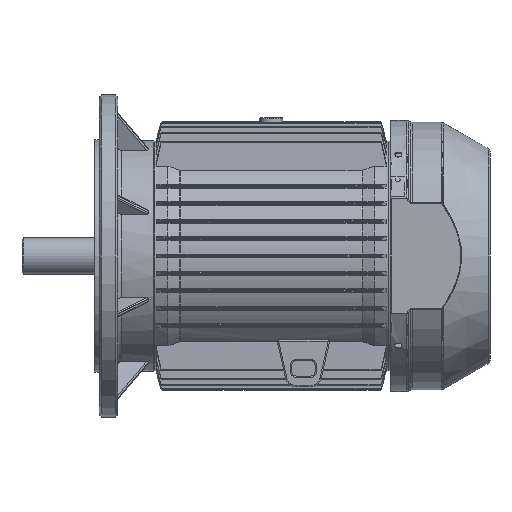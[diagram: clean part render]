
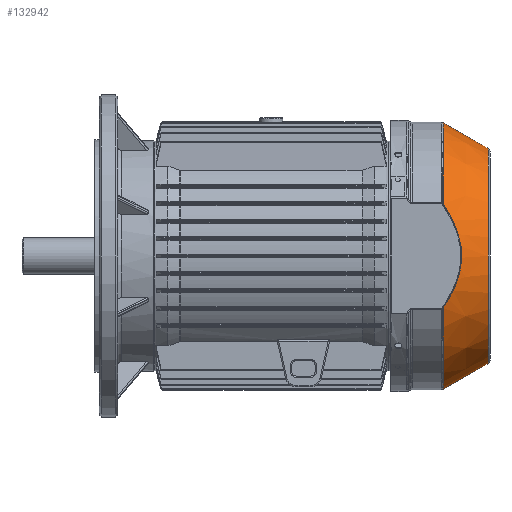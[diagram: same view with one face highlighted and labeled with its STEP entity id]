
A CAD part, front view. The second image highlights one B-rep face of the part: STEP entity #132942.
In plain terms, the highlighted conical face has half-angle 29.578 degrees and reference radius 82.5 mm.
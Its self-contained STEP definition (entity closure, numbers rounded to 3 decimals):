
#110 = DIRECTION ( 'NONE',  ( 0., 0., -1. ) ) ;
#218 = CARTESIAN_POINT ( 'NONE',  ( 54.631, -94.934, 7.286 ) ) ;
#4373 = VECTOR ( 'NONE', #103637, 1000. ) ;
#4777 = DIRECTION ( 'NONE',  ( -0.87, 0., -0.494 ) ) ;
#9084 = AXIS2_PLACEMENT_3D ( 'NONE', #54338, #113284, #112554 ) ;
#9492 = ORIENTED_EDGE ( 'NONE', *, *, #106469, .F. ) ;
#11738 = CONICAL_SURFACE ( 'NONE', #97499, 82.5, 0.516 ) ;
#12996 = FACE_OUTER_BOUND ( 'NONE', #128190, .T. ) ;
#13353 = ORIENTED_EDGE ( 'NONE', *, *, #16322, .T. ) ;
#15138 = VERTEX_POINT ( 'NONE', #62360 ) ;
#16322 = EDGE_CURVE ( 'NONE', #30241, #15138, #122232, .T. ) ;
#17425 = LINE ( 'NONE', #107731, #48457 ) ;
#22568 = CARTESIAN_POINT ( 'NONE',  ( 53.226, -94.93, 14.352 ) ) ;
#23319 = CARTESIAN_POINT ( 'NONE',  ( 55.09, -94.935, 0.946 ) ) ;
#24100 = CARTESIAN_POINT ( 'NONE',  ( 75.481, 0., -83.362 ) ) ;
#25432 = CARTESIAN_POINT ( 'NONE',  ( 40.689, 0., 0. ) ) ;
#30119 = CARTESIAN_POINT ( 'NONE',  ( 44.661, -94.909, 34.249 ) ) ;
#30241 = VERTEX_POINT ( 'NONE', #24100 ) ;
#33075 = CARTESIAN_POINT ( 'NONE',  ( 47.275, -94.915, -29.461 ) ) ;
#34531 = CARTESIAN_POINT ( 'NONE',  ( 51.635, -94.926, -19.461 ) ) ;
#36523 = CARTESIAN_POINT ( 'NONE',  ( 40.689, -94.9, 40.317 ) ) ;
#40141 = EDGE_CURVE ( 'NONE', #135455, #80225, #137792, .T. ) ;
#42060 = CARTESIAN_POINT ( 'NONE',  ( 51.607, -94.926, 19.537 ) ) ;
#44259 = CARTESIAN_POINT ( 'NONE',  ( 50.351, -94.923, -22.871 ) ) ;
#45729 = CARTESIAN_POINT ( 'NONE',  ( 53.254, -94.93, -14.243 ) ) ;
#46469 = CARTESIAN_POINT ( 'NONE',  ( 51.326, -94.925, -20.318 ) ) ;
#48457 = VECTOR ( 'NONE', #4777, 1000. ) ;
#52001 = ORIENTED_EDGE ( 'NONE', *, *, #40141, .T. ) ;
#54338 = CARTESIAN_POINT ( 'NONE',  ( 40.689, 0., 0. ) ) ;
#55445 = CARTESIAN_POINT ( 'NONE',  ( 55.094, -94.935, -3.597 ) ) ;
#56177 = CARTESIAN_POINT ( 'NONE',  ( 52.463, -94.928, 16.954 ) ) ;
#57545 = DIRECTION ( 'NONE',  ( 1., 0., 0. ) ) ;
#58488 = DIRECTION ( 'NONE',  ( -1., 0., 0. ) ) ;
#62360 = CARTESIAN_POINT ( 'NONE',  ( 75.481, 0., 83.362 ) ) ;
#63708 = CARTESIAN_POINT ( 'NONE',  ( 48.123, -94.917, 27.91 ) ) ;
#66341 = B_SPLINE_CURVE_WITH_KNOTS ( 'NONE', 3,
 ( #120421, #132332, #30119, #63708, #98780, #144270, #42060, #135292, #56177, #22568, #68895, #102435, #218, #92007, #101694, #67419, #23319, #55445, #77855, #136761, #45729, #124843, #68151, #34531, #46469, #44259, #114386, #80072, #33075, #112924, #89041, #137505 ),
 .UNSPECIFIED., .F., .F.,
 ( 4, 2, 2, 2, 2, 2, 2, 2, 2, 2, 2, 2, 2, 2, 2, 4 ),
 ( 0., 0.011, 0.022, 0.024, 0.027, 0.033, 0.038, 0.041, 0.043, 0.054, 0.06, 0.062, 0.065, 0.07, 0.076, 0.087 ),
 .UNSPECIFIED. ) ;
#67419 = CARTESIAN_POINT ( 'NONE',  ( 55.067, -94.935, 1.861 ) ) ;
#67958 = AXIS2_PLACEMENT_3D ( 'NONE', #25432, #57545, #110 ) ;
#68151 = CARTESIAN_POINT ( 'NONE',  ( 52.217, -94.927, -17.733 ) ) ;
#68895 = CARTESIAN_POINT ( 'NONE',  ( 53.659, -94.931, 12.602 ) ) ;
#69244 = CARTESIAN_POINT ( 'NONE',  ( 40.689, 0., -103.109 ) ) ;
#69355 = LINE ( 'NONE', #70815, #4373 ) ;
#70815 = CARTESIAN_POINT ( 'NONE',  ( 77., 0., 82.5 ) ) ;
#75079 = CARTESIAN_POINT ( 'NONE',  ( 40.689, 0., 103.109 ) ) ;
#75865 = ORIENTED_EDGE ( 'NONE', *, *, #132224, .T. ) ;
#76859 = VERTEX_POINT ( 'NONE', #69244 ) ;
#77855 = CARTESIAN_POINT ( 'NONE',  ( 54.729, -94.934, -7.18 ) ) ;
#77992 = CARTESIAN_POINT ( 'NONE',  ( 75.481, 0., 0. ) ) ;
#79450 = CARTESIAN_POINT ( 'NONE',  ( 77., 0., 0. ) ) ;
#80072 = CARTESIAN_POINT ( 'NONE',  ( 48.097, -94.917, -27.844 ) ) ;
#80225 = VERTEX_POINT ( 'NONE', #36523 ) ;
#86390 = ORIENTED_EDGE ( 'NONE', *, *, #137656, .T. ) ;
#86542 = AXIS2_PLACEMENT_3D ( 'NONE', #77992, #102569, #101101 ) ;
#89041 = CARTESIAN_POINT ( 'NONE',  ( 42.749, -94.905, -37.315 ) ) ;
#90320 = CARTESIAN_POINT ( 'NONE',  ( 40.689, -94.9, -40.317 ) ) ;
#92007 = CARTESIAN_POINT ( 'NONE',  ( 54.904, -94.934, 4.585 ) ) ;
#97499 = AXIS2_PLACEMENT_3D ( 'NONE', #79450, #58488, #127152 ) ;
#98780 = CARTESIAN_POINT ( 'NONE',  ( 49.67, -94.921, 24.643 ) ) ;
#101101 = DIRECTION ( 'NONE',  ( 0., 0., -1. ) ) ;
#101275 = CIRCLE ( 'NONE', #67958, 103.109 ) ;
#101694 = CARTESIAN_POINT ( 'NONE',  ( 54.974, -94.935, 3.68 ) ) ;
#102435 = CARTESIAN_POINT ( 'NONE',  ( 54.361, -94.933, 9.069 ) ) ;
#102569 = DIRECTION ( 'NONE',  ( -1., 0., 0. ) ) ;
#103637 = DIRECTION ( 'NONE',  ( -0.87, 0., 0.494 ) ) ;
#106469 = EDGE_CURVE ( 'NONE', #30241, #76859, #17425, .T. ) ;
#107731 = CARTESIAN_POINT ( 'NONE',  ( 77., 0., -82.5 ) ) ;
#111219 = EDGE_CURVE ( 'NONE', #80225, #145550, #66341, .T. ) ;
#112554 = DIRECTION ( 'NONE',  ( 0., 0., -1. ) ) ;
#112924 = CARTESIAN_POINT ( 'NONE',  ( 44.67, -94.909, -34.235 ) ) ;
#113284 = DIRECTION ( 'NONE',  ( 1., 0., 0. ) ) ;
#114386 = CARTESIAN_POINT ( 'NONE',  ( 49.635, -94.921, -24.55 ) ) ;
#120421 = CARTESIAN_POINT ( 'NONE',  ( 40.689, -94.9, 40.317 ) ) ;
#122232 = CIRCLE ( 'NONE', #86542, 83.362 ) ;
#124843 = CARTESIAN_POINT ( 'NONE',  ( 52.491, -94.928, -16.863 ) ) ;
#127152 = DIRECTION ( 'NONE',  ( 0., 0., 1. ) ) ;
#128190 = EDGE_LOOP ( 'NONE', ( #9492, #13353, #75865, #52001, #142021, #86390 ) ) ;
#132224 = EDGE_CURVE ( 'NONE', #15138, #135455, #69355, .T. ) ;
#132332 = CARTESIAN_POINT ( 'NONE',  ( 42.746, -94.905, 37.32 ) ) ;
#132942 = ADVANCED_FACE ( 'NONE', ( #12996 ), #11738, .T. ) ;
#135292 = CARTESIAN_POINT ( 'NONE',  ( 52.19, -94.927, 17.818 ) ) ;
#135455 = VERTEX_POINT ( 'NONE', #75079 ) ;
#136761 = CARTESIAN_POINT ( 'NONE',  ( 53.685, -94.931, -12.486 ) ) ;
#137505 = CARTESIAN_POINT ( 'NONE',  ( 40.689, -94.9, -40.317 ) ) ;
#137656 = EDGE_CURVE ( 'NONE', #145550, #76859, #101275, .T. ) ;
#137792 = CIRCLE ( 'NONE', #9084, 103.109 ) ;
#142021 = ORIENTED_EDGE ( 'NONE', *, *, #111219, .T. ) ;
#144270 = CARTESIAN_POINT ( 'NONE',  ( 51.297, -94.925, 20.395 ) ) ;
#145550 = VERTEX_POINT ( 'NONE', #90320 ) ;
